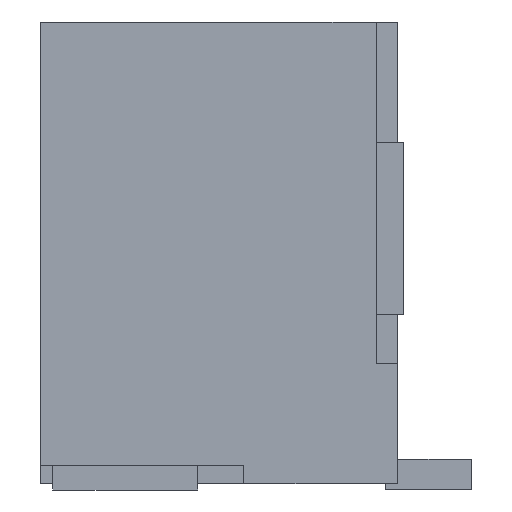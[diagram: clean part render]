
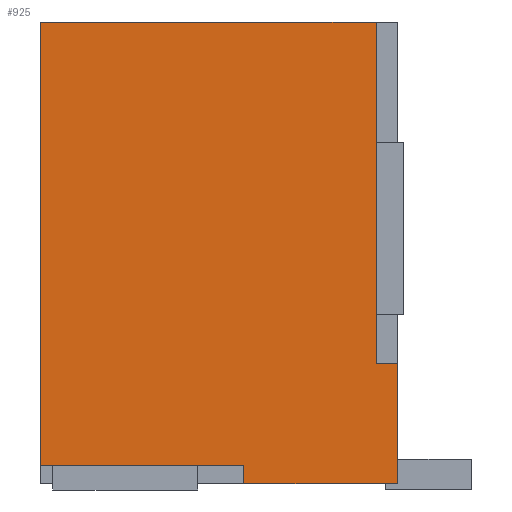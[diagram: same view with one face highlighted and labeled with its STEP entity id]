
A CAD part, left-side view. The second image highlights one B-rep face of the part: STEP entity #925.
In plain terms, the highlighted planar face has unit normal (-1, 0, 0).
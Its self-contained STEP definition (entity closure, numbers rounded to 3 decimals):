
#170 = VERTEX_POINT('',#171);
#171 = CARTESIAN_POINT('',(-5.25,3.538,0.39));
#188 = VERTEX_POINT('',#189);
#189 = CARTESIAN_POINT('',(-5.25,0.238,0.39));
#195 = EDGE_CURVE('',#188,#170,#196,.T.);
#196 = LINE('',#197,#198);
#197 = CARTESIAN_POINT('',(-5.25,0.238,0.39));
#198 = VECTOR('',#199,1.);
#199 = DIRECTION('',(0.,1.,0.));
#246 = VERTEX_POINT('',#247);
#247 = CARTESIAN_POINT('',(-5.25,-1.912,7.59));
#253 = EDGE_CURVE('',#254,#246,#256,.T.);
#254 = VERTEX_POINT('',#255);
#255 = CARTESIAN_POINT('',(-5.25,-1.912,2.04));
#256 = LINE('',#257,#258);
#257 = CARTESIAN_POINT('',(-5.25,-1.912,2.04));
#258 = VECTOR('',#259,1.);
#259 = DIRECTION('',(0.,0.,1.));
#392 = VERTEX_POINT('',#393);
#393 = CARTESIAN_POINT('',(-5.25,-2.262,2.04));
#399 = EDGE_CURVE('',#400,#392,#402,.T.);
#400 = VERTEX_POINT('',#401);
#401 = CARTESIAN_POINT('',(-5.25,-2.262,0.09));
#402 = LINE('',#403,#404);
#403 = CARTESIAN_POINT('',(-5.25,-2.262,7.59));
#404 = VECTOR('',#405,1.);
#405 = DIRECTION('',(0.,0.,1.));
#595 = EDGE_CURVE('',#596,#400,#598,.T.);
#596 = VERTEX_POINT('',#597);
#597 = CARTESIAN_POINT('',(-5.25,0.238,0.09));
#598 = LINE('',#599,#600);
#599 = CARTESIAN_POINT('',(-5.25,-2.262,0.09));
#600 = VECTOR('',#601,1.);
#601 = DIRECTION('',(0.,-1.,0.));
#783 = VERTEX_POINT('',#784);
#784 = CARTESIAN_POINT('',(-5.25,3.538,7.59));
#790 = EDGE_CURVE('',#246,#783,#791,.T.);
#791 = LINE('',#792,#793);
#792 = CARTESIAN_POINT('',(-5.25,-2.262,7.59));
#793 = VECTOR('',#794,1.);
#794 = DIRECTION('',(0.,1.,0.));
#827 = EDGE_CURVE('',#783,#170,#828,.T.);
#828 = LINE('',#829,#830);
#829 = CARTESIAN_POINT('',(-5.25,3.538,7.59));
#830 = VECTOR('',#831,1.);
#831 = DIRECTION('',(0.,0.,-1.));
#925 = ADVANCED_FACE('',(#926),#946,.F.);
#926 = FACE_BOUND('',#927,.T.);
#927 = EDGE_LOOP('',(#928,#934,#935,#936,#937,#938,#944,#945));
#928 = ORIENTED_EDGE('',*,*,#929,.F.);
#929 = EDGE_CURVE('',#254,#392,#930,.T.);
#930 = LINE('',#931,#932);
#931 = CARTESIAN_POINT('',(-5.25,-2.262,2.04));
#932 = VECTOR('',#933,1.);
#933 = DIRECTION('',(0.,-1.,0.));
#934 = ORIENTED_EDGE('',*,*,#253,.T.);
#935 = ORIENTED_EDGE('',*,*,#790,.T.);
#936 = ORIENTED_EDGE('',*,*,#827,.T.);
#937 = ORIENTED_EDGE('',*,*,#195,.F.);
#938 = ORIENTED_EDGE('',*,*,#939,.F.);
#939 = EDGE_CURVE('',#596,#188,#940,.T.);
#940 = LINE('',#941,#942);
#941 = CARTESIAN_POINT('',(-5.25,0.238,0.09));
#942 = VECTOR('',#943,1.);
#943 = DIRECTION('',(0.,0.,1.));
#944 = ORIENTED_EDGE('',*,*,#595,.T.);
#945 = ORIENTED_EDGE('',*,*,#399,.T.);
#946 = PLANE('',#947);
#947 = AXIS2_PLACEMENT_3D('',#948,#949,#950);
#948 = CARTESIAN_POINT('',(-5.25,-2.262,7.59));
#949 = DIRECTION('',(1.,0.,0.));
#950 = DIRECTION('',(0.,1.,0.));
